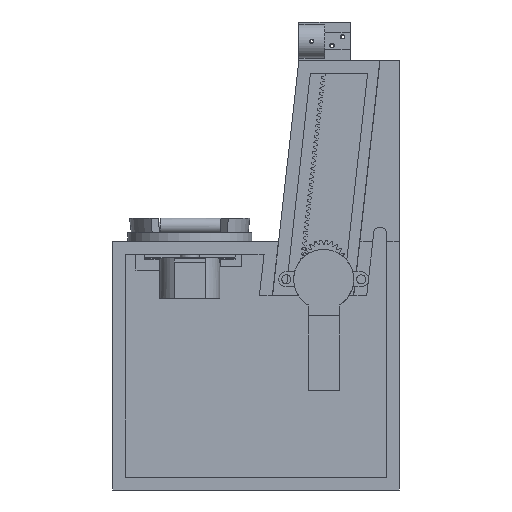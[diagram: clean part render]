
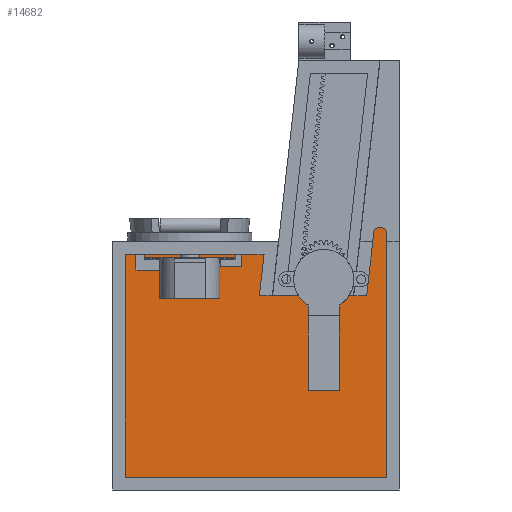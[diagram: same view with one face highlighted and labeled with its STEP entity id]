
A CAD part, left-side view. The second image highlights one B-rep face of the part: STEP entity #14682.
In plain terms, the highlighted planar face has unit normal (-1, 0, 0).
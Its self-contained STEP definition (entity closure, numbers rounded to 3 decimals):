
#237=PLANE('',#15593);
#563=FACE_OUTER_BOUND('',#1368,.T.);
#1368=EDGE_LOOP('',(#9956,#9957,#9958,#9959,#9960,#9961,#9962,#9963,#9964,
#9965,#9966,#9967,#9968,#9969));
#2141=CIRCLE('',#15588,3.);
#3310=LINE('',#21774,#4491);
#3316=LINE('',#21786,#4497);
#3357=LINE('',#23419,#4538);
#3362=LINE('',#23429,#4543);
#3386=LINE('',#23477,#4567);
#3401=LINE('',#23512,#4582);
#3404=LINE('',#23518,#4585);
#3407=LINE('',#23524,#4588);
#3410=LINE('',#23530,#4591);
#3413=LINE('',#23535,#4594);
#3415=LINE('',#23538,#4596);
#3419=LINE('',#23547,#4600);
#3420=LINE('',#23549,#4601);
#4491=VECTOR('',#17026,10.);
#4497=VECTOR('',#17036,10.);
#4538=VECTOR('',#17107,10.);
#4543=VECTOR('',#17114,10.);
#4567=VECTOR('',#17166,10.);
#4582=VECTOR('',#17197,10.);
#4585=VECTOR('',#17202,10.);
#4588=VECTOR('',#17207,10.);
#4591=VECTOR('',#17212,10.);
#4594=VECTOR('',#17217,10.);
#4596=VECTOR('',#17221,10.);
#4600=VECTOR('',#17231,10.);
#4601=VECTOR('',#17234,10.);
#5712=VERTEX_POINT('',#21771);
#5713=VERTEX_POINT('',#21773);
#5717=VERTEX_POINT('',#21784);
#5750=VERTEX_POINT('',#23416);
#5751=VERTEX_POINT('',#23418);
#5754=VERTEX_POINT('',#23426);
#5755=VERTEX_POINT('',#23428);
#5776=VERTEX_POINT('',#23509);
#5777=VERTEX_POINT('',#23511);
#5779=VERTEX_POINT('',#23517);
#5781=VERTEX_POINT('',#23523);
#5783=VERTEX_POINT('',#23529);
#5785=VERTEX_POINT('',#23541);
#5786=VERTEX_POINT('',#23545);
#7280=EDGE_CURVE('',#5713,#5712,#3310,.T.);
#7286=EDGE_CURVE('',#5712,#5717,#3316,.F.);
#7346=EDGE_CURVE('',#5751,#5750,#3357,.T.);
#7351=EDGE_CURVE('',#5755,#5754,#3362,.T.);
#7376=EDGE_CURVE('',#5750,#5755,#3386,.T.);
#7393=EDGE_CURVE('',#5777,#5776,#3401,.T.);
#7396=EDGE_CURVE('',#5779,#5751,#3404,.T.);
#7399=EDGE_CURVE('',#5781,#5779,#3407,.T.);
#7402=EDGE_CURVE('',#5754,#5783,#3410,.T.);
#7405=EDGE_CURVE('',#5717,#5781,#3413,.T.);
#7407=EDGE_CURVE('',#5783,#5777,#3415,.T.);
#7410=EDGE_CURVE('',#5776,#5785,#2141,.T.);
#7412=EDGE_CURVE('',#5785,#5786,#3419,.T.);
#7413=EDGE_CURVE('',#5786,#5713,#3420,.T.);
#9956=ORIENTED_EDGE('',*,*,#7405,.T.);
#9957=ORIENTED_EDGE('',*,*,#7399,.T.);
#9958=ORIENTED_EDGE('',*,*,#7396,.T.);
#9959=ORIENTED_EDGE('',*,*,#7346,.T.);
#9960=ORIENTED_EDGE('',*,*,#7376,.T.);
#9961=ORIENTED_EDGE('',*,*,#7351,.T.);
#9962=ORIENTED_EDGE('',*,*,#7402,.T.);
#9963=ORIENTED_EDGE('',*,*,#7407,.T.);
#9964=ORIENTED_EDGE('',*,*,#7393,.T.);
#9965=ORIENTED_EDGE('',*,*,#7410,.T.);
#9966=ORIENTED_EDGE('',*,*,#7412,.T.);
#9967=ORIENTED_EDGE('',*,*,#7413,.T.);
#9968=ORIENTED_EDGE('',*,*,#7280,.T.);
#9969=ORIENTED_EDGE('',*,*,#7286,.T.);
#14682=ADVANCED_FACE('',(#563),#237,.F.);
#15588=AXIS2_PLACEMENT_3D('',#23543,#17226,#17227);
#15593=AXIS2_PLACEMENT_3D('',#23554,#17241,#17242);
#17026=DIRECTION('',(0.,-0.111,0.994));
#17036=DIRECTION('',(0.,-1.,0.));
#17107=DIRECTION('',(0.,1.,0.));
#17114=DIRECTION('',(0.,1.,0.));
#17166=DIRECTION('',(0.,1.,0.));
#17197=DIRECTION('',(0.,0.,1.));
#17202=DIRECTION('',(0.,-0.111,0.994));
#17207=DIRECTION('',(0.,1.,0.));
#17212=DIRECTION('',(0.,0.,-1.));
#17217=DIRECTION('',(0.,0.111,-0.994));
#17221=DIRECTION('',(0.,-1.,0.));
#17226=DIRECTION('center_axis',(-1.,0.,0.));
#17227=DIRECTION('ref_axis',(0.,0.994,0.111));
#17231=DIRECTION('',(0.,0.111,-0.994));
#17234=DIRECTION('',(0.,1.,0.));
#17241=DIRECTION('center_axis',(1.,0.,0.));
#17242=DIRECTION('ref_axis',(0.,1.,0.));
#21771=CARTESIAN_POINT('',(16.1,-16.472,-93.643));
#21773=CARTESIAN_POINT('',(16.1,-13.654,-118.843));
#21774=CARTESIAN_POINT('',(16.1,-15.307,-104.063));
#21784=CARTESIAN_POINT('',(16.1,21.564,-93.643));
#21786=CARTESIAN_POINT('',(16.1,65.51,-93.643));
#23416=CARTESIAN_POINT('',(16.1,49.208,-99.643));
#23418=CARTESIAN_POINT('',(16.1,28.272,-99.643));
#23419=CARTESIAN_POINT('',(16.1,30.146,-99.643));
#23426=CARTESIAN_POINT('',(16.1,93.,-99.643));
#23428=CARTESIAN_POINT('',(16.1,76.792,-99.643));
#23429=CARTESIAN_POINT('',(16.1,30.146,-99.643));
#23477=CARTESIAN_POINT('',(16.1,30.146,-99.643));
#23509=CARTESIAN_POINT('',(16.1,-28.959,-89.788));
#23511=CARTESIAN_POINT('',(16.1,-28.959,-203.643));
#23512=CARTESIAN_POINT('',(16.1,-28.959,-156.482));
#23517=CARTESIAN_POINT('',(16.1,30.419,-118.843));
#23518=CARTESIAN_POINT('',(16.1,29.903,-114.229));
#23523=CARTESIAN_POINT('',(16.1,24.381,-118.843));
#23524=CARTESIAN_POINT('',(16.1,28.201,-118.843));
#23529=CARTESIAN_POINT('',(16.1,93.,-203.643));
#23530=CARTESIAN_POINT('',(16.1,93.,-104.482));
#23535=CARTESIAN_POINT('',(16.1,22.494,-101.963));
#23538=CARTESIAN_POINT('',(16.1,62.51,-203.643));
#23541=CARTESIAN_POINT('',(16.1,-22.977,-89.455));
#23543=CARTESIAN_POINT('Origin',(16.1,-25.959,-89.788));
#23545=CARTESIAN_POINT('',(16.1,-19.691,-118.843));
#23547=CARTESIAN_POINT('',(16.1,-21.541,-102.302));
#23549=CARTESIAN_POINT('',(16.1,6.165,-118.843));
#23554=CARTESIAN_POINT('Origin',(16.1,32.021,-109.321));
